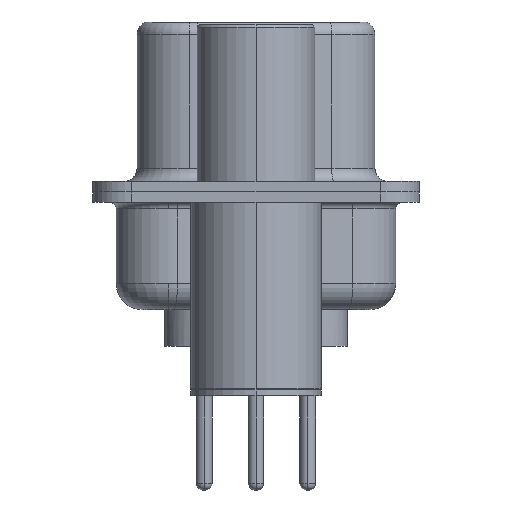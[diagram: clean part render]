
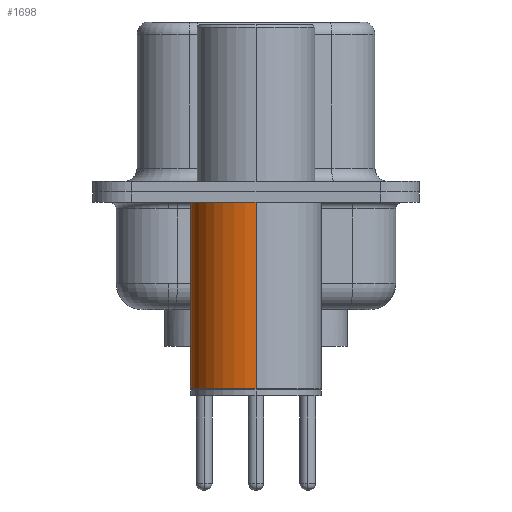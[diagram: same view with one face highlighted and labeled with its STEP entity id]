
A CAD part, left-side view. The second image highlights one B-rep face of the part: STEP entity #1698.
In plain terms, the highlighted cylindrical face has radius 2.5 mm (diameter 5 mm), a partial arc.
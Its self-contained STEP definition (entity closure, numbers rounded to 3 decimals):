
#281 = DIRECTION ( 'NONE',  ( 0., 0., 1. ) ) ;
#1030 = FACE_OUTER_BOUND ( 'NONE', #4269, .T. ) ;
#1114 = ORIENTED_EDGE ( 'NONE', *, *, #5971, .F. ) ;
#1256 = CARTESIAN_POINT ( 'NONE',  ( 0., 0., -7.525 ) ) ;
#1458 = CARTESIAN_POINT ( 'NONE',  ( -2.5, 0., 0.581 ) ) ;
#1698 = ADVANCED_FACE ( 'NONE', ( #1030 ), #8153, .T. ) ;
#1849 = EDGE_CURVE ( 'NONE', #16413, #4510, #18184, .T. ) ;
#2844 = CARTESIAN_POINT ( 'NONE',  ( -2.5, 0., -7.525 ) ) ;
#3926 = EDGE_CURVE ( 'NONE', #16413, #16593, #16149, .T. ) ;
#4269 = EDGE_LOOP ( 'NONE', ( #13478, #9714, #1114, #8781 ) ) ;
#4299 = CARTESIAN_POINT ( 'NONE',  ( 2.5, 0., -7.525 ) ) ;
#4510 = VERTEX_POINT ( 'NONE', #5746 ) ;
#5171 = LINE ( 'NONE', #1458, #8905 ) ;
#5684 = CARTESIAN_POINT ( 'NONE',  ( 0., 0., 0.581 ) ) ;
#5746 = CARTESIAN_POINT ( 'NONE',  ( 2.5, 0., -0.4 ) ) ;
#5886 = DIRECTION ( 'NONE',  ( 1., 0., 0. ) ) ;
#5971 = EDGE_CURVE ( 'NONE', #4510, #12509, #7308, .T. ) ;
#6841 = VECTOR ( 'NONE', #12470, 1000. ) ;
#7308 = CIRCLE ( 'NONE', #15236, 2.5 ) ;
#8153 = CYLINDRICAL_SURFACE ( 'NONE', #10242, 2.5 ) ;
#8781 = ORIENTED_EDGE ( 'NONE', *, *, #1849, .F. ) ;
#8806 = CARTESIAN_POINT ( 'NONE',  ( 0., 0., -0.4 ) ) ;
#8851 = CARTESIAN_POINT ( 'NONE',  ( -2.5, 0., -0.4 ) ) ;
#8905 = VECTOR ( 'NONE', #9954, 1000. ) ;
#9678 = CARTESIAN_POINT ( 'NONE',  ( 2.5, 0., 0.581 ) ) ;
#9714 = ORIENTED_EDGE ( 'NONE', *, *, #11663, .T. ) ;
#9954 = DIRECTION ( 'NONE',  ( 0., 0., 1. ) ) ;
#10242 = AXIS2_PLACEMENT_3D ( 'NONE', #5684, #16578, #5886 ) ;
#10244 = DIRECTION ( 'NONE',  ( 1., 0., 0. ) ) ;
#11663 = EDGE_CURVE ( 'NONE', #16593, #12509, #5171, .T. ) ;
#12470 = DIRECTION ( 'NONE',  ( 0., 0., 1. ) ) ;
#12509 = VERTEX_POINT ( 'NONE', #8851 ) ;
#13478 = ORIENTED_EDGE ( 'NONE', *, *, #3926, .T. ) ;
#13712 = AXIS2_PLACEMENT_3D ( 'NONE', #1256, #15914, #17030 ) ;
#15236 = AXIS2_PLACEMENT_3D ( 'NONE', #8806, #281, #10244 ) ;
#15914 = DIRECTION ( 'NONE',  ( 0., 0., 1. ) ) ;
#16149 = CIRCLE ( 'NONE', #13712, 2.5 ) ;
#16413 = VERTEX_POINT ( 'NONE', #4299 ) ;
#16578 = DIRECTION ( 'NONE',  ( 0., 0., 1. ) ) ;
#16593 = VERTEX_POINT ( 'NONE', #2844 ) ;
#17030 = DIRECTION ( 'NONE',  ( 1., 0., 0. ) ) ;
#18184 = LINE ( 'NONE', #9678, #6841 ) ;
